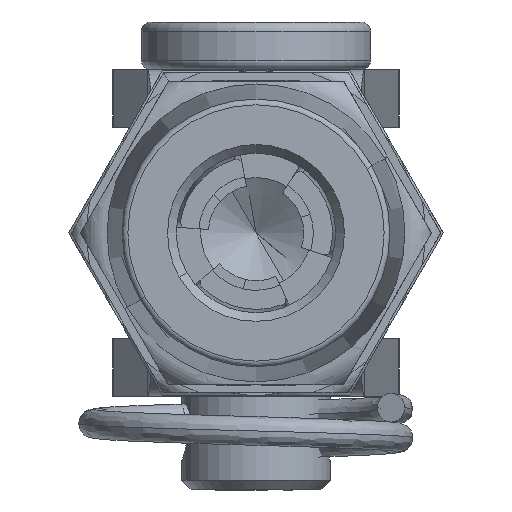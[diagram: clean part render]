
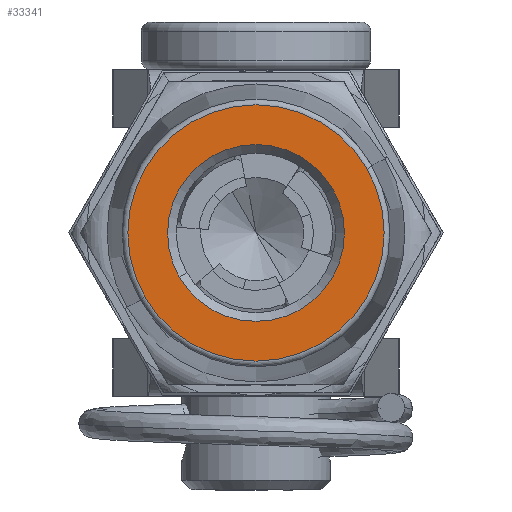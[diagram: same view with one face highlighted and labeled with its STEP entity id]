
A CAD part, front view. The second image highlights one B-rep face of the part: STEP entity #33341.
In plain terms, the highlighted planar face has unit normal (0, -1, 0).
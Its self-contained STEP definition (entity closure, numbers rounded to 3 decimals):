
#2859 = CIRCLE ( 'NONE', #32614, 4.628 ) ;
#3343 = VERTEX_POINT ( 'NONE', #26933 ) ;
#7070 = FACE_BOUND ( 'NONE', #46444, .T. ) ;
#9156 = CARTESIAN_POINT ( 'NONE',  ( 0., 0., 4.628 ) ) ;
#10066 = AXIS2_PLACEMENT_3D ( 'NONE', #28064, #36296, #37109 ) ;
#10625 = VERTEX_POINT ( 'NONE', #39249 ) ;
#11852 = VERTEX_POINT ( 'NONE', #9156 ) ;
#12077 = AXIS2_PLACEMENT_3D ( 'NONE', #24228, #19835, #45360 ) ;
#18332 = EDGE_CURVE ( 'NONE', #36851, #11852, #26759, .T. ) ;
#18583 = DIRECTION ( 'NONE',  ( 0., 0., -1. ) ) ;
#19835 = DIRECTION ( 'NONE',  ( 0., -1., 0. ) ) ;
#23124 = EDGE_CURVE ( 'NONE', #3343, #10625, #47977, .T. ) ;
#23247 = CARTESIAN_POINT ( 'NONE',  ( -7., 0., 0. ) ) ;
#24228 = CARTESIAN_POINT ( 'NONE',  ( 0., 0., 0. ) ) ;
#26759 = CIRCLE ( 'NONE', #33767, 4.628 ) ;
#26933 = CARTESIAN_POINT ( 'NONE',  ( 0., 0., 6.709 ) ) ;
#27193 = DIRECTION ( 'NONE',  ( 0., 0., -1. ) ) ;
#28064 = CARTESIAN_POINT ( 'NONE',  ( 0., 0., 0. ) ) ;
#29021 = ORIENTED_EDGE ( 'NONE', *, *, #45244, .T. ) ;
#31756 = FACE_OUTER_BOUND ( 'NONE', #41953, .T. ) ;
#32614 = AXIS2_PLACEMENT_3D ( 'NONE', #50866, #50324, #37984 ) ;
#32801 = CIRCLE ( 'NONE', #10066, 6.709 ) ;
#33341 = ADVANCED_FACE ( 'NONE', ( #7070, #31756 ), #52330, .T. ) ;
#33767 = AXIS2_PLACEMENT_3D ( 'NONE', #52674, #35957, #27193 ) ;
#35957 = DIRECTION ( 'NONE',  ( 0., 1., 0. ) ) ;
#36296 = DIRECTION ( 'NONE',  ( 0., -1., 0. ) ) ;
#36851 = VERTEX_POINT ( 'NONE', #41778 ) ;
#37109 = DIRECTION ( 'NONE',  ( 0., 0., -1. ) ) ;
#37984 = DIRECTION ( 'NONE',  ( 0., 0., -1. ) ) ;
#39249 = CARTESIAN_POINT ( 'NONE',  ( 0., 0., -6.709 ) ) ;
#39464 = DIRECTION ( 'NONE',  ( 0., -1., 0. ) ) ;
#39657 = ORIENTED_EDGE ( 'NONE', *, *, #18332, .T. ) ;
#41778 = CARTESIAN_POINT ( 'NONE',  ( 0., 0., -4.628 ) ) ;
#41953 = EDGE_LOOP ( 'NONE', ( #53033, #42296 ) ) ;
#41970 = AXIS2_PLACEMENT_3D ( 'NONE', #23247, #39464, #18583 ) ;
#42296 = ORIENTED_EDGE ( 'NONE', *, *, #23124, .T. ) ;
#45244 = EDGE_CURVE ( 'NONE', #11852, #36851, #2859, .T. ) ;
#45360 = DIRECTION ( 'NONE',  ( 0., 0., -1. ) ) ;
#46444 = EDGE_LOOP ( 'NONE', ( #39657, #29021 ) ) ;
#47977 = CIRCLE ( 'NONE', #12077, 6.709 ) ;
#49892 = EDGE_CURVE ( 'NONE', #10625, #3343, #32801, .T. ) ;
#50324 = DIRECTION ( 'NONE',  ( 0., 1., 0. ) ) ;
#50866 = CARTESIAN_POINT ( 'NONE',  ( 0., 0., 0. ) ) ;
#52330 = PLANE ( 'NONE',  #41970 ) ;
#52674 = CARTESIAN_POINT ( 'NONE',  ( 0., 0., 0. ) ) ;
#53033 = ORIENTED_EDGE ( 'NONE', *, *, #49892, .T. ) ;
